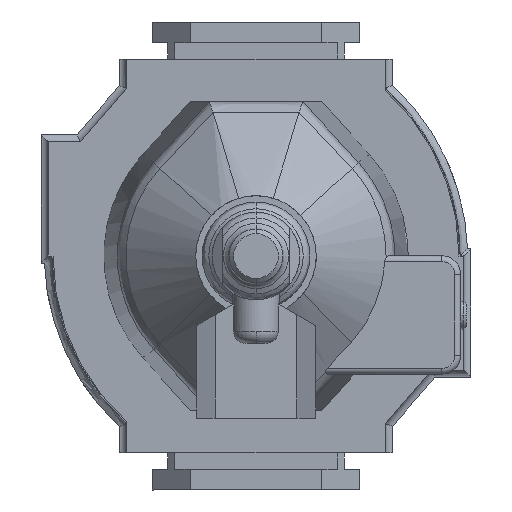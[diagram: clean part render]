
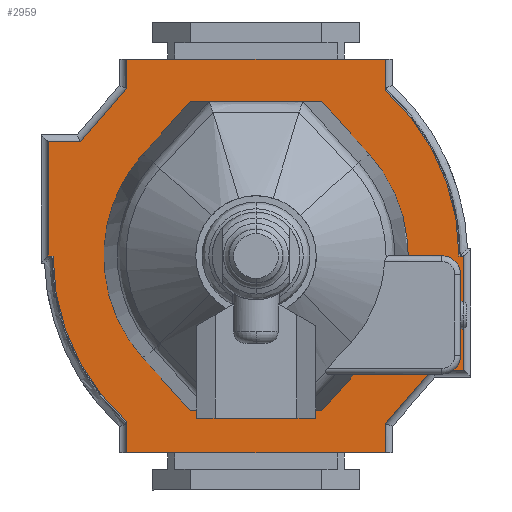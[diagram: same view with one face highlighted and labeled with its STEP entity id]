
A CAD part, front view. The second image highlights one B-rep face of the part: STEP entity #2959.
In plain terms, the highlighted planar face has unit normal (0, -1, 0).
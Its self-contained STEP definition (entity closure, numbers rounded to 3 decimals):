
#59 = LINE ( 'NONE', #4752, #8768 ) ;
#145 = CIRCLE ( 'NONE', #13100, 38.2 ) ;
#175 = LINE ( 'NONE', #2256, #6629 ) ;
#334 = EDGE_CURVE ( 'NONE', #5720, #3372, #934, .T. ) ;
#416 = ORIENTED_EDGE ( 'NONE', *, *, #15120, .F. ) ;
#508 = EDGE_CURVE ( 'NONE', #3661, #4173, #3216, .T. ) ;
#717 = AXIS2_PLACEMENT_3D ( 'NONE', #3169, #2008, #959 ) ;
#934 = LINE ( 'NONE', #14061, #5734 ) ;
#959 = DIRECTION ( 'NONE',  ( 0., 0., -1. ) ) ;
#981 = CARTESIAN_POINT ( 'NONE',  ( -33.65, -51.1, 22.1 ) ) ;
#1017 = LINE ( 'NONE', #9603, #10847 ) ;
#1067 = LINE ( 'NONE', #5999, #13779 ) ;
#1272 = EDGE_CURVE ( 'NONE', #3661, #8601, #145, .T. ) ;
#1387 = EDGE_CURVE ( 'NONE', #4284, #11572, #59, .T. ) ;
#1392 = LINE ( 'NONE', #10931, #7408 ) ;
#1549 = DIRECTION ( 'NONE',  ( 0., 0., -1. ) ) ;
#1678 = VERTEX_POINT ( 'NONE', #8833 ) ;
#1855 = ORIENTED_EDGE ( 'NONE', *, *, #508, .F. ) ;
#1892 = VECTOR ( 'NONE', #3559, 1000. ) ;
#2008 = DIRECTION ( 'NONE',  ( 0., -1., 0. ) ) ;
#2038 = CARTESIAN_POINT ( 'NONE',  ( -28.65, -51.1, -22.1 ) ) ;
#2202 = VECTOR ( 'NONE', #4503, 1000. ) ;
#2256 = CARTESIAN_POINT ( 'NONE',  ( 28.353, -51.1, -22.1 ) ) ;
#2458 = LINE ( 'NONE', #7215, #9240 ) ;
#2729 = EDGE_CURVE ( 'NONE', #5102, #1678, #7450, .T. ) ;
#2733 = ORIENTED_EDGE ( 'NONE', *, *, #334, .F. ) ;
#2785 = ORIENTED_EDGE ( 'NONE', *, *, #2729, .F. ) ;
#2959 = ADVANCED_FACE ( 'NONE', ( #8109 ), #8036, .T. ) ;
#3136 = DIRECTION ( 'NONE',  ( 0., 0., 1. ) ) ;
#3169 = CARTESIAN_POINT ( 'NONE',  ( -34.996, -51.1, 36.92 ) ) ;
#3216 = LINE ( 'NONE', #4588, #2202 ) ;
#3323 = VERTEX_POINT ( 'NONE', #10381 ) ;
#3326 = EDGE_CURVE ( 'NONE', #11572, #5720, #9474, .T. ) ;
#3347 = LINE ( 'NONE', #11893, #5932 ) ;
#3372 = VERTEX_POINT ( 'NONE', #981 ) ;
#3559 = DIRECTION ( 'NONE',  ( -1., 0., 0. ) ) ;
#3661 = VERTEX_POINT ( 'NONE', #10094 ) ;
#3702 = DIRECTION ( 'NONE',  ( 0., 0., -1. ) ) ;
#3765 = CARTESIAN_POINT ( 'NONE',  ( 28.65, -51.1, 22.1 ) ) ;
#3867 = ORIENTED_EDGE ( 'NONE', *, *, #5398, .T. ) ;
#4173 = VERTEX_POINT ( 'NONE', #7895 ) ;
#4284 = VERTEX_POINT ( 'NONE', #6878 ) ;
#4503 = DIRECTION ( 'NONE',  ( 0., 0., 1. ) ) ;
#4588 = CARTESIAN_POINT ( 'NONE',  ( 0., -51.1, 35.5 ) ) ;
#4624 = CIRCLE ( 'NONE', #5616, 38.2 ) ;
#4712 = DIRECTION ( 'NONE',  ( 1., 0., 0. ) ) ;
#4728 = CARTESIAN_POINT ( 'NONE',  ( -33.65, -51.1, -22.1 ) ) ;
#4752 = CARTESIAN_POINT ( 'NONE',  ( -28.65, -51.1, -22.1 ) ) ;
#4995 = CARTESIAN_POINT ( 'NONE',  ( -19.5, -51.1, -35.5 ) ) ;
#5010 = CARTESIAN_POINT ( 'NONE',  ( 0., -51.1, -34.7 ) ) ;
#5062 = DIRECTION ( 'NONE',  ( 0., 0., 1. ) ) ;
#5102 = VERTEX_POINT ( 'NONE', #5010 ) ;
#5221 = ORIENTED_EDGE ( 'NONE', *, *, #9024, .F. ) ;
#5259 = CARTESIAN_POINT ( 'NONE',  ( -33.65, -51.1, -22.1 ) ) ;
#5398 = EDGE_CURVE ( 'NONE', #5102, #10601, #4624, .T. ) ;
#5538 = DIRECTION ( 'NONE',  ( 0., 0., 1. ) ) ;
#5572 = VERTEX_POINT ( 'NONE', #15572 ) ;
#5603 = DIRECTION ( 'NONE',  ( 0., 0., 1. ) ) ;
#5616 = AXIS2_PLACEMENT_3D ( 'NONE', #11181, #12256, #5062 ) ;
#5720 = VERTEX_POINT ( 'NONE', #5259 ) ;
#5734 = VECTOR ( 'NONE', #5538, 1000. ) ;
#5766 = VECTOR ( 'NONE', #12672, 1000. ) ;
#5932 = VECTOR ( 'NONE', #8210, 1000. ) ;
#5999 = CARTESIAN_POINT ( 'NONE',  ( -28.353, -51.1, 22.1 ) ) ;
#6037 = DIRECTION ( 'NONE',  ( 1., 0., 0. ) ) ;
#6150 = CARTESIAN_POINT ( 'NONE',  ( 19.5, -51.1, 30. ) ) ;
#6381 = ORIENTED_EDGE ( 'NONE', *, *, #10657, .F. ) ;
#6498 = ORIENTED_EDGE ( 'NONE', *, *, #15545, .F. ) ;
#6618 = VECTOR ( 'NONE', #4712, 1000. ) ;
#6629 = VECTOR ( 'NONE', #13228, 1000. ) ;
#6651 = ORIENTED_EDGE ( 'NONE', *, *, #1387, .F. ) ;
#6662 = LINE ( 'NONE', #14055, #9676 ) ;
#6748 = ORIENTED_EDGE ( 'NONE', *, *, #14269, .F. ) ;
#6878 = CARTESIAN_POINT ( 'NONE',  ( -19.5, -51.1, -30. ) ) ;
#7036 = CARTESIAN_POINT ( 'NONE',  ( -28.353, -51.1, 22.1 ) ) ;
#7215 = CARTESIAN_POINT ( 'NONE',  ( 33.65, -51.1, -22.1 ) ) ;
#7247 = CARTESIAN_POINT ( 'NONE',  ( 33.65, -51.1, 22.1 ) ) ;
#7408 = VECTOR ( 'NONE', #1549, 1000. ) ;
#7450 = LINE ( 'NONE', #8866, #5766 ) ;
#7895 = CARTESIAN_POINT ( 'NONE',  ( 0., -51.1, 35.5 ) ) ;
#8004 = CARTESIAN_POINT ( 'NONE',  ( 0., -51.1, -3.5 ) ) ;
#8036 = PLANE ( 'NONE',  #717 ) ;
#8080 = DIRECTION ( 'NONE',  ( 0., -1., 0. ) ) ;
#8109 = FACE_OUTER_BOUND ( 'NONE', #10001, .T. ) ;
#8210 = DIRECTION ( 'NONE',  ( 0.757, 0., -0.654 ) ) ;
#8601 = VERTEX_POINT ( 'NONE', #7036 ) ;
#8618 = DIRECTION ( 'NONE',  ( -0.757, 0., 0.654 ) ) ;
#8768 = VECTOR ( 'NONE', #8618, 1000. ) ;
#8833 = CARTESIAN_POINT ( 'NONE',  ( 0., -51.1, -35.5 ) ) ;
#8866 = CARTESIAN_POINT ( 'NONE',  ( 0., -51.1, -35.5 ) ) ;
#9024 = EDGE_CURVE ( 'NONE', #11283, #5572, #10810, .T. ) ;
#9109 = EDGE_CURVE ( 'NONE', #12118, #10601, #175, .T. ) ;
#9240 = VECTOR ( 'NONE', #3702, 1000. ) ;
#9341 = CARTESIAN_POINT ( 'NONE',  ( -19.5, -51.1, -35.5 ) ) ;
#9372 = VERTEX_POINT ( 'NONE', #9341 ) ;
#9474 = LINE ( 'NONE', #4728, #10619 ) ;
#9603 = CARTESIAN_POINT ( 'NONE',  ( 19.5, -51.1, 35.5 ) ) ;
#9676 = VECTOR ( 'NONE', #5603, 1000. ) ;
#10001 = EDGE_LOOP ( 'NONE', ( #6651, #6381, #416, #2785, #3867, #10162, #6498, #5221, #6748, #13454, #12582, #1855, #15327, #11462, #2733, #13287 ) ) ;
#10094 = CARTESIAN_POINT ( 'NONE',  ( 0., -51.1, 34.7 ) ) ;
#10162 = ORIENTED_EDGE ( 'NONE', *, *, #9109, .F. ) ;
#10381 = CARTESIAN_POINT ( 'NONE',  ( 19.5, -51.1, 35.5 ) ) ;
#10601 = VERTEX_POINT ( 'NONE', #11586 ) ;
#10619 = VECTOR ( 'NONE', #10826, 1000. ) ;
#10657 = EDGE_CURVE ( 'NONE', #9372, #4284, #6662, .T. ) ;
#10810 = LINE ( 'NONE', #7247, #6618 ) ;
#10826 = DIRECTION ( 'NONE',  ( -1., 0., 0. ) ) ;
#10847 = VECTOR ( 'NONE', #6037, 1000. ) ;
#10858 = VERTEX_POINT ( 'NONE', #6150 ) ;
#10931 = CARTESIAN_POINT ( 'NONE',  ( 19.5, -51.1, 30. ) ) ;
#11181 = CARTESIAN_POINT ( 'NONE',  ( 0., -51.1, 3.5 ) ) ;
#11242 = EDGE_CURVE ( 'NONE', #3323, #10858, #1392, .T. ) ;
#11283 = VERTEX_POINT ( 'NONE', #3765 ) ;
#11462 = ORIENTED_EDGE ( 'NONE', *, *, #11508, .F. ) ;
#11508 = EDGE_CURVE ( 'NONE', #3372, #8601, #1067, .T. ) ;
#11572 = VERTEX_POINT ( 'NONE', #2038 ) ;
#11586 = CARTESIAN_POINT ( 'NONE',  ( 28.353, -51.1, -22.1 ) ) ;
#11893 = CARTESIAN_POINT ( 'NONE',  ( 28.65, -51.1, 22.1 ) ) ;
#12118 = VERTEX_POINT ( 'NONE', #15352 ) ;
#12256 = DIRECTION ( 'NONE',  ( 0., -1., 0. ) ) ;
#12582 = ORIENTED_EDGE ( 'NONE', *, *, #13686, .F. ) ;
#12672 = DIRECTION ( 'NONE',  ( 0., 0., -1. ) ) ;
#13100 = AXIS2_PLACEMENT_3D ( 'NONE', #8004, #8080, #3136 ) ;
#13168 = DIRECTION ( 'NONE',  ( 1., 0., 0. ) ) ;
#13218 = LINE ( 'NONE', #4995, #1892 ) ;
#13228 = DIRECTION ( 'NONE',  ( -1., 0., 0. ) ) ;
#13287 = ORIENTED_EDGE ( 'NONE', *, *, #3326, .F. ) ;
#13454 = ORIENTED_EDGE ( 'NONE', *, *, #11242, .F. ) ;
#13686 = EDGE_CURVE ( 'NONE', #4173, #3323, #1017, .T. ) ;
#13779 = VECTOR ( 'NONE', #13168, 1000. ) ;
#14055 = CARTESIAN_POINT ( 'NONE',  ( -19.5, -51.1, -30. ) ) ;
#14061 = CARTESIAN_POINT ( 'NONE',  ( -33.65, -51.1, 22.1 ) ) ;
#14269 = EDGE_CURVE ( 'NONE', #10858, #11283, #3347, .T. ) ;
#15120 = EDGE_CURVE ( 'NONE', #1678, #9372, #13218, .T. ) ;
#15327 = ORIENTED_EDGE ( 'NONE', *, *, #1272, .T. ) ;
#15352 = CARTESIAN_POINT ( 'NONE',  ( 33.65, -51.1, -22.1 ) ) ;
#15545 = EDGE_CURVE ( 'NONE', #5572, #12118, #2458, .T. ) ;
#15572 = CARTESIAN_POINT ( 'NONE',  ( 33.65, -51.1, 22.1 ) ) ;
